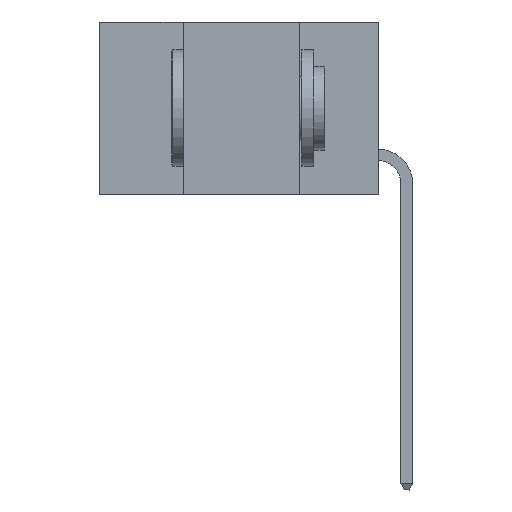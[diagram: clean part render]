
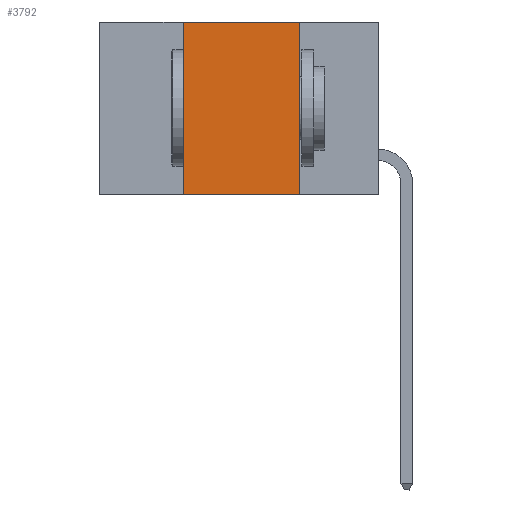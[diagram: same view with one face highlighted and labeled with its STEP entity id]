
A CAD part, left-side view. The second image highlights one B-rep face of the part: STEP entity #3792.
In plain terms, the highlighted planar face has unit normal (-1, 0, 0).
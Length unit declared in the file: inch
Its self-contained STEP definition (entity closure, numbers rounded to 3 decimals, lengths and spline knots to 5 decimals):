
#671 = CARTESIAN_POINT ( 'NONE',  ( 0., 0.6, 0. ) ) ;
#1068 = VECTOR ( 'NONE', #17775, 39.37008 ) ;
#1287 = CARTESIAN_POINT ( 'NONE',  ( 0., 0.17, -0.37 ) ) ;
#1814 = VECTOR ( 'NONE', #4257, 39.37008 ) ;
#2492 = LINE ( 'NONE', #1287, #1814 ) ;
#3024 = VECTOR ( 'NONE', #3678, 39.37008 ) ;
#3678 = DIRECTION ( 'NONE',  ( 0., -1., 0. ) ) ;
#3792 = ADVANCED_FACE ( 'NONE', ( #4203 ), #12878, .F. ) ;
#4052 = AXIS2_PLACEMENT_3D ( 'NONE', #11492, #9897, #8682 ) ;
#4203 = FACE_OUTER_BOUND ( 'NONE', #8786, .T. ) ;
#4257 = DIRECTION ( 'NONE',  ( 0., 0., -1. ) ) ;
#4743 = VERTEX_POINT ( 'NONE', #16878 ) ;
#4792 = CARTESIAN_POINT ( 'NONE',  ( 0., 0.42, -0.37 ) ) ;
#5557 = CARTESIAN_POINT ( 'NONE',  ( 0., 0.17, -0.37 ) ) ;
#5965 = EDGE_CURVE ( 'NONE', #6214, #8629, #2492, .T. ) ;
#6214 = VERTEX_POINT ( 'NONE', #7520 ) ;
#7520 = CARTESIAN_POINT ( 'NONE',  ( 0., 0.17, 0. ) ) ;
#8629 = VERTEX_POINT ( 'NONE', #5557 ) ;
#8682 = DIRECTION ( 'NONE',  ( 0., 0., -1. ) ) ;
#8786 = EDGE_LOOP ( 'NONE', ( #17531, #9105, #10783, #12120 ) ) ;
#8848 = EDGE_CURVE ( 'NONE', #16220, #8629, #12257, .T. ) ;
#9105 = ORIENTED_EDGE ( 'NONE', *, *, #13301, .F. ) ;
#9897 = DIRECTION ( 'NONE',  ( 1., 0., 0. ) ) ;
#10783 = ORIENTED_EDGE ( 'NONE', *, *, #15337, .F. ) ;
#11382 = CARTESIAN_POINT ( 'NONE',  ( 0., 0.42, -0.37 ) ) ;
#11492 = CARTESIAN_POINT ( 'NONE',  ( 0., 0.6, 0. ) ) ;
#12120 = ORIENTED_EDGE ( 'NONE', *, *, #8848, .T. ) ;
#12257 = LINE ( 'NONE', #16407, #3024 ) ;
#12878 = PLANE ( 'NONE',  #4052 ) ;
#13039 = LINE ( 'NONE', #11382, #15027 ) ;
#13301 = EDGE_CURVE ( 'NONE', #4743, #6214, #14992, .T. ) ;
#14510 = DIRECTION ( 'NONE',  ( 0., 0., 1. ) ) ;
#14992 = LINE ( 'NONE', #671, #1068 ) ;
#15027 = VECTOR ( 'NONE', #14510, 39.37008 ) ;
#15337 = EDGE_CURVE ( 'NONE', #16220, #4743, #13039, .T. ) ;
#16220 = VERTEX_POINT ( 'NONE', #4792 ) ;
#16407 = CARTESIAN_POINT ( 'NONE',  ( 0., 0.6, -0.37 ) ) ;
#16878 = CARTESIAN_POINT ( 'NONE',  ( 0., 0.42, 0. ) ) ;
#17531 = ORIENTED_EDGE ( 'NONE', *, *, #5965, .F. ) ;
#17775 = DIRECTION ( 'NONE',  ( 0., -1., 0. ) ) ;
